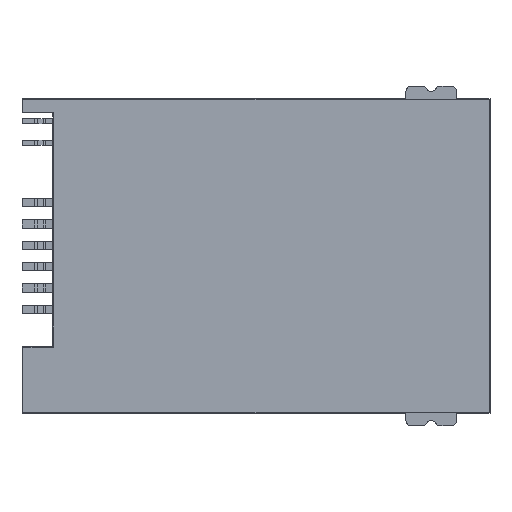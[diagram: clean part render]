
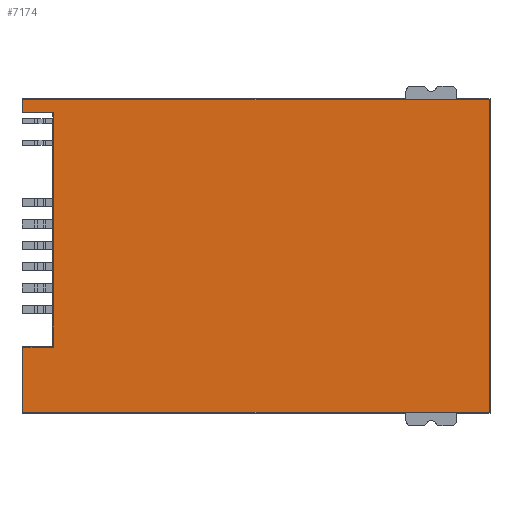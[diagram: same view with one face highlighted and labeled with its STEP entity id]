
A CAD part, front view. The second image highlights one B-rep face of the part: STEP entity #7174.
In plain terms, the highlighted planar face has unit normal (0, -1, 0).
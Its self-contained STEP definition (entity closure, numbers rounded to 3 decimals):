
#192 = DIRECTION ( 'NONE',  ( -1., 0., 0. ) ) ;
#239 = CARTESIAN_POINT ( 'NONE',  ( -13.875, 0.01, -5.42 ) ) ;
#289 = CARTESIAN_POINT ( 'NONE',  ( -12.055, 0.01, 8.56 ) ) ;
#392 = DIRECTION ( 'NONE',  ( -1., 0., 0. ) ) ;
#476 = EDGE_CURVE ( 'NONE', #5121, #4852, #6727, .T. ) ;
#510 = DIRECTION ( 'NONE',  ( 0., 0., -1. ) ) ;
#542 = ORIENTED_EDGE ( 'NONE', *, *, #1147, .T. ) ;
#741 = VECTOR ( 'NONE', #1244, 1000. ) ;
#1147 = EDGE_CURVE ( 'NONE', #1192, #5756, #1454, .T. ) ;
#1192 = VERTEX_POINT ( 'NONE', #4068 ) ;
#1244 = DIRECTION ( 'NONE',  ( 0., 0., -1. ) ) ;
#1427 = VECTOR ( 'NONE', #4377, 1000. ) ;
#1435 = VERTEX_POINT ( 'NONE', #1724 ) ;
#1454 = LINE ( 'NONE', #4970, #5528 ) ;
#1460 = EDGE_LOOP ( 'NONE', ( #5419, #5672, #6106, #2337, #2436, #542, #4340, #4826 ) ) ;
#1571 = LINE ( 'NONE', #4543, #2818 ) ;
#1685 = CARTESIAN_POINT ( 'NONE',  ( 0., 0.01, 0. ) ) ;
#1711 = LINE ( 'NONE', #6931, #4565 ) ;
#1718 = DIRECTION ( 'NONE',  ( 0., 1., 0. ) ) ;
#1724 = CARTESIAN_POINT ( 'NONE',  ( -13.875, 0.01, 9.3 ) ) ;
#1727 = CARTESIAN_POINT ( 'NONE',  ( 13.875, 0.01, -9.3 ) ) ;
#1748 = PLANE ( 'NONE',  #6313 ) ;
#1758 = VERTEX_POINT ( 'NONE', #3596 ) ;
#1863 = EDGE_CURVE ( 'NONE', #2758, #1435, #5370, .T. ) ;
#2043 = LINE ( 'NONE', #4338, #4123 ) ;
#2196 = EDGE_CURVE ( 'NONE', #4852, #1758, #3001, .T. ) ;
#2337 = ORIENTED_EDGE ( 'NONE', *, *, #7463, .T. ) ;
#2436 = ORIENTED_EDGE ( 'NONE', *, *, #7149, .T. ) ;
#2758 = VERTEX_POINT ( 'NONE', #4239 ) ;
#2818 = VECTOR ( 'NONE', #510, 1000. ) ;
#3001 = LINE ( 'NONE', #3589, #741 ) ;
#3589 = CARTESIAN_POINT ( 'NONE',  ( -12.055, 0.01, -5.42 ) ) ;
#3596 = CARTESIAN_POINT ( 'NONE',  ( -12.055, 0.01, -5.42 ) ) ;
#3849 = DIRECTION ( 'NONE',  ( 0., 0., -1. ) ) ;
#4048 = DIRECTION ( 'NONE',  ( 0., 0., 1. ) ) ;
#4068 = CARTESIAN_POINT ( 'NONE',  ( -13.875, 0.01, -9.3 ) ) ;
#4123 = VECTOR ( 'NONE', #3849, 1000. ) ;
#4239 = CARTESIAN_POINT ( 'NONE',  ( 13.875, 0.01, 9.3 ) ) ;
#4338 = CARTESIAN_POINT ( 'NONE',  ( -13.875, 0.01, 8.56 ) ) ;
#4340 = ORIENTED_EDGE ( 'NONE', *, *, #6124, .T. ) ;
#4377 = DIRECTION ( 'NONE',  ( 1., 0., 0. ) ) ;
#4543 = CARTESIAN_POINT ( 'NONE',  ( -13.875, 0.01, -9.3 ) ) ;
#4565 = VECTOR ( 'NONE', #7001, 1000. ) ;
#4714 = VECTOR ( 'NONE', #192, 1000. ) ;
#4826 = ORIENTED_EDGE ( 'NONE', *, *, #1863, .T. ) ;
#4852 = VERTEX_POINT ( 'NONE', #289 ) ;
#4970 = CARTESIAN_POINT ( 'NONE',  ( 13.875, 0.01, -9.3 ) ) ;
#5117 = FACE_OUTER_BOUND ( 'NONE', #1460, .T. ) ;
#5121 = VERTEX_POINT ( 'NONE', #7349 ) ;
#5370 = LINE ( 'NONE', #6618, #4714 ) ;
#5419 = ORIENTED_EDGE ( 'NONE', *, *, #6788, .T. ) ;
#5438 = CARTESIAN_POINT ( 'NONE',  ( -12.055, 0.01, 8.56 ) ) ;
#5528 = VECTOR ( 'NONE', #6555, 1000. ) ;
#5672 = ORIENTED_EDGE ( 'NONE', *, *, #476, .T. ) ;
#5756 = VERTEX_POINT ( 'NONE', #1727 ) ;
#6053 = CARTESIAN_POINT ( 'NONE',  ( -13.875, 0.01, -5.42 ) ) ;
#6106 = ORIENTED_EDGE ( 'NONE', *, *, #2196, .T. ) ;
#6124 = EDGE_CURVE ( 'NONE', #5756, #2758, #1711, .T. ) ;
#6277 = LINE ( 'NONE', #6053, #6926 ) ;
#6313 = AXIS2_PLACEMENT_3D ( 'NONE', #1685, #1718, #4048 ) ;
#6555 = DIRECTION ( 'NONE',  ( 1., 0., 0. ) ) ;
#6618 = CARTESIAN_POINT ( 'NONE',  ( -13.875, 0.01, 9.3 ) ) ;
#6727 = LINE ( 'NONE', #5438, #1427 ) ;
#6788 = EDGE_CURVE ( 'NONE', #1435, #5121, #2043, .T. ) ;
#6926 = VECTOR ( 'NONE', #392, 1000. ) ;
#6931 = CARTESIAN_POINT ( 'NONE',  ( 13.875, 0.01, 9.3 ) ) ;
#7001 = DIRECTION ( 'NONE',  ( 0., 0., 1. ) ) ;
#7149 = EDGE_CURVE ( 'NONE', #7301, #1192, #1571, .T. ) ;
#7174 = ADVANCED_FACE ( 'NONE', ( #5117 ), #1748, .F. ) ;
#7301 = VERTEX_POINT ( 'NONE', #239 ) ;
#7349 = CARTESIAN_POINT ( 'NONE',  ( -13.875, 0.01, 8.56 ) ) ;
#7463 = EDGE_CURVE ( 'NONE', #1758, #7301, #6277, .T. ) ;
